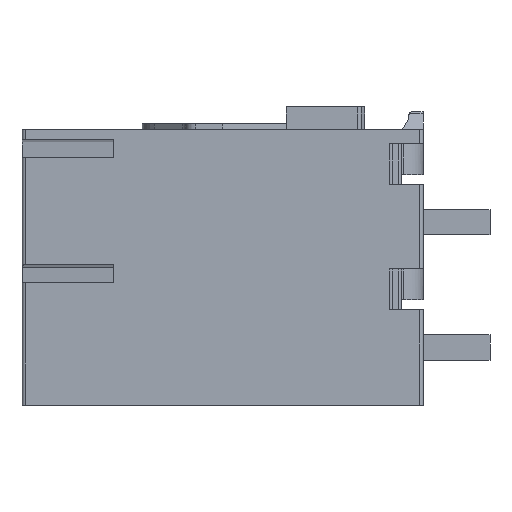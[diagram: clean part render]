
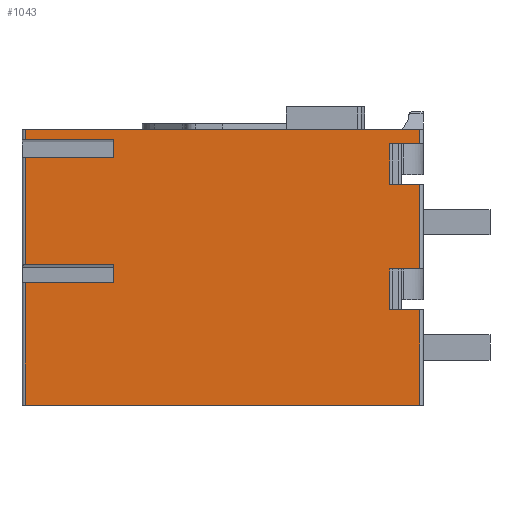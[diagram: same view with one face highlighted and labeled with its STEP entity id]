
A CAD part, left-side view. The second image highlights one B-rep face of the part: STEP entity #1043.
In plain terms, the highlighted planar face has unit normal (-1, 0, 0).
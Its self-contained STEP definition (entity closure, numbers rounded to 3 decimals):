
#1043 = ADVANCED_FACE( '', ( #2285 ), #2286, .F. );
#2285 = FACE_OUTER_BOUND( '', #3714, .T. );
#2286 = PLANE( '', #3715 );
#3714 = EDGE_LOOP( '', ( #7043, #7044, #7045, #7046, #7047, #7048, #7049, #7050, #7051, #7052, #7053, #7054, #7055, #7056, #7057, #7058, #7059, #7060, #7061, #7062 ) );
#3715 = AXIS2_PLACEMENT_3D( '', #7063, #7064, #7065 );
#7043 = ORIENTED_EDGE( '', *, *, #10248, .F. );
#7044 = ORIENTED_EDGE( '', *, *, #9798, .T. );
#7045 = ORIENTED_EDGE( '', *, *, #10139, .F. );
#7046 = ORIENTED_EDGE( '', *, *, #10218, .F. );
#7047 = ORIENTED_EDGE( '', *, *, #9355, .T. );
#7048 = ORIENTED_EDGE( '', *, *, #10110, .F. );
#7049 = ORIENTED_EDGE( '', *, *, #9755, .F. );
#7050 = ORIENTED_EDGE( '', *, *, #9663, .T. );
#7051 = ORIENTED_EDGE( '', *, *, #10249, .T. );
#7052 = ORIENTED_EDGE( '', *, *, #9219, .F. );
#7053 = ORIENTED_EDGE( '', *, *, #10250, .F. );
#7054 = ORIENTED_EDGE( '', *, *, #8969, .T. );
#7055 = ORIENTED_EDGE( '', *, *, #10251, .T. );
#7056 = ORIENTED_EDGE( '', *, *, #10252, .T. );
#7057 = ORIENTED_EDGE( '', *, *, #9067, .F. );
#7058 = ORIENTED_EDGE( '', *, *, #10080, .T. );
#7059 = ORIENTED_EDGE( '', *, *, #10253, .F. );
#7060 = ORIENTED_EDGE( '', *, *, #10254, .T. );
#7061 = ORIENTED_EDGE( '', *, *, #9861, .F. );
#7062 = ORIENTED_EDGE( '', *, *, #10255, .T. );
#7063 = CARTESIAN_POINT( '', ( -14.5, 23.8, 15. ) );
#7064 = DIRECTION( '', ( 1., 0., 0. ) );
#7065 = DIRECTION( '', ( 0., 0., -1. ) );
#8969 = EDGE_CURVE( '', #10874, #10875, #10876, .T. );
#9067 = EDGE_CURVE( '', #11048, #11050, #11051, .T. );
#9219 = EDGE_CURVE( '', #11322, #11324, #11325, .T. );
#9355 = EDGE_CURVE( '', #11549, #11547, #11550, .T. );
#9663 = EDGE_CURVE( '', #12048, #12049, #12050, .T. );
#9755 = EDGE_CURVE( '', #12048, #12187, #12188, .T. );
#9798 = EDGE_CURVE( '', #12250, #12251, #12252, .T. );
#9861 = EDGE_CURVE( '', #12340, #12341, #12342, .T. );
#10080 = EDGE_CURVE( '', #11048, #12647, #12649, .T. );
#10110 = EDGE_CURVE( '', #12187, #11547, #12689, .T. );
#10139 = EDGE_CURVE( '', #12735, #12251, #12736, .T. );
#10218 = EDGE_CURVE( '', #11549, #12735, #12837, .T. );
#10248 = EDGE_CURVE( '', #12250, #12873, #12874, .T. );
#10249 = EDGE_CURVE( '', #12049, #11324, #12875, .T. );
#10250 = EDGE_CURVE( '', #10874, #11322, #12876, .T. );
#10251 = EDGE_CURVE( '', #10875, #12877, #12878, .T. );
#10252 = EDGE_CURVE( '', #12877, #11050, #12879, .T. );
#10253 = EDGE_CURVE( '', #12880, #12647, #12881, .T. );
#10254 = EDGE_CURVE( '', #12880, #12341, #12882, .T. );
#10255 = EDGE_CURVE( '', #12340, #12873, #12883, .T. );
#10874 = VERTEX_POINT( '', #13636 );
#10875 = VERTEX_POINT( '', #13637 );
#10876 = LINE( '', #13638, #13639 );
#11048 = VERTEX_POINT( '', #13877 );
#11050 = VERTEX_POINT( '', #13879 );
#11051 = LINE( '', #13880, #13881 );
#11322 = VERTEX_POINT( '', #14275 );
#11324 = VERTEX_POINT( '', #14278 );
#11325 = LINE( '', #14279, #14280 );
#11547 = VERTEX_POINT( '', #14623 );
#11549 = VERTEX_POINT( '', #14625 );
#11550 = LINE( '', #14626, #14627 );
#12048 = VERTEX_POINT( '', #15341 );
#12049 = VERTEX_POINT( '', #15342 );
#12050 = LINE( '', #15343, #15344 );
#12187 = VERTEX_POINT( '', #15570 );
#12188 = LINE( '', #15571, #15572 );
#12250 = VERTEX_POINT( '', #15662 );
#12251 = VERTEX_POINT( '', #15663 );
#12252 = LINE( '', #15664, #15665 );
#12340 = VERTEX_POINT( '', #15792 );
#12341 = VERTEX_POINT( '', #15793 );
#12342 = LINE( '', #15794, #15795 );
#12647 = VERTEX_POINT( '', #16216 );
#12649 = LINE( '', #16219, #16220 );
#12689 = LINE( '', #16276, #16277 );
#12735 = VERTEX_POINT( '', #16336 );
#12736 = LINE( '', #16337, #16338 );
#12837 = LINE( '', #16479, #16480 );
#12873 = VERTEX_POINT( '', #16543 );
#12874 = LINE( '', #16544, #16545 );
#12875 = LINE( '', #16546, #16547 );
#12876 = LINE( '', #16548, #16549 );
#12877 = VERTEX_POINT( '', #16550 );
#12878 = LINE( '', #16551, #16552 );
#12879 = LINE( '', #16553, #16554 );
#12880 = VERTEX_POINT( '', #16555 );
#12881 = LINE( '', #16556, #16557 );
#12882 = LINE( '', #16558, #16559 );
#12883 = LINE( '', #16560, #16561 );
#13636 = CARTESIAN_POINT( '', ( -14.5, 18.5, 5.83 ) );
#13637 = CARTESIAN_POINT( '', ( -14.5, 23.8, 5.83 ) );
#13638 = CARTESIAN_POINT( '', ( -14.5, 18.5, 5.83 ) );
#13639 = VECTOR( '', #17346, 1000. );
#13877 = CARTESIAN_POINT( '', ( -14.5, 0.2, 4.2 ) );
#13879 = CARTESIAN_POINT( '', ( -14.5, 0.2, -1.5 ) );
#13880 = CARTESIAN_POINT( '', ( -14.5, 0.2, 15. ) );
#13881 = VECTOR( '', #17473, 1000. );
#14275 = CARTESIAN_POINT( '', ( -14.5, 18.5, 6.89 ) );
#14278 = CARTESIAN_POINT( '', ( -14.5, 23.8, 6.89 ) );
#14279 = CARTESIAN_POINT( '', ( -14.5, 18.5, 6.89 ) );
#14280 = VECTOR( '', #17697, 1000. );
#14623 = CARTESIAN_POINT( '', ( -14.5, 23.8, 14.39 ) );
#14625 = CARTESIAN_POINT( '', ( -14.5, 23.8, 15. ) );
#14626 = CARTESIAN_POINT( '', ( -14.5, 23.8, 15. ) );
#14627 = VECTOR( '', #17869, 1000. );
#15341 = CARTESIAN_POINT( '', ( -14.5, 18.5, 13.33 ) );
#15342 = CARTESIAN_POINT( '', ( -14.5, 23.8, 13.33 ) );
#15343 = CARTESIAN_POINT( '', ( -14.5, 18.5, 13.33 ) );
#15344 = VECTOR( '', #18227, 1000. );
#15570 = CARTESIAN_POINT( '', ( -14.5, 18.5, 14.39 ) );
#15571 = CARTESIAN_POINT( '', ( -14.5, 18.5, 13.33 ) );
#15572 = VECTOR( '', #18341, 1000. );
#15662 = CARTESIAN_POINT( '', ( -14.5, 2., 14.15 ) );
#15663 = CARTESIAN_POINT( '', ( -14.5, 0.2, 14.15 ) );
#15664 = CARTESIAN_POINT( '', ( -14.5, 2., 14.15 ) );
#15665 = VECTOR( '', #18388, 1000. );
#15792 = CARTESIAN_POINT( '', ( -14.5, 0.2, 11.7 ) );
#15793 = CARTESIAN_POINT( '', ( -14.5, 0.2, 6.65 ) );
#15794 = CARTESIAN_POINT( '', ( -14.5, 0.2, 15. ) );
#15795 = VECTOR( '', #18455, 1000. );
#16216 = CARTESIAN_POINT( '', ( -14.5, 2., 4.2 ) );
#16219 = CARTESIAN_POINT( '', ( -14.5, 23.8, 4.2 ) );
#16220 = VECTOR( '', #18731, 1000. );
#16276 = CARTESIAN_POINT( '', ( -14.5, 18.5, 14.39 ) );
#16277 = VECTOR( '', #18766, 1000. );
#16336 = CARTESIAN_POINT( '', ( -14.5, 0.2, 15. ) );
#16337 = CARTESIAN_POINT( '', ( -14.5, 0.2, 15. ) );
#16338 = VECTOR( '', #18804, 1000. );
#16479 = CARTESIAN_POINT( '', ( -14.5, 23.8, 15. ) );
#16480 = VECTOR( '', #18914, 1000. );
#16543 = CARTESIAN_POINT( '', ( -14.5, 2., 11.7 ) );
#16544 = CARTESIAN_POINT( '', ( -14.5, 2., 14.15 ) );
#16545 = VECTOR( '', #18946, 1000. );
#16546 = CARTESIAN_POINT( '', ( -14.5, 23.8, 15. ) );
#16547 = VECTOR( '', #18947, 1000. );
#16548 = CARTESIAN_POINT( '', ( -14.5, 18.5, 5.83 ) );
#16549 = VECTOR( '', #18948, 1000. );
#16550 = CARTESIAN_POINT( '', ( -14.5, 23.8, -1.5 ) );
#16551 = CARTESIAN_POINT( '', ( -14.5, 23.8, 15. ) );
#16552 = VECTOR( '', #18949, 1000. );
#16553 = CARTESIAN_POINT( '', ( -14.5, 23.8, -1.5 ) );
#16554 = VECTOR( '', #18950, 1000. );
#16555 = CARTESIAN_POINT( '', ( -14.5, 2., 6.65 ) );
#16556 = CARTESIAN_POINT( '', ( -14.5, 2., 6.65 ) );
#16557 = VECTOR( '', #18951, 1000. );
#16558 = CARTESIAN_POINT( '', ( -14.5, 2., 6.65 ) );
#16559 = VECTOR( '', #18952, 1000. );
#16560 = CARTESIAN_POINT( '', ( -14.5, 23.8, 11.7 ) );
#16561 = VECTOR( '', #18953, 1000. );
#17346 = DIRECTION( '', ( 0., 1., 0. ) );
#17473 = DIRECTION( '', ( 0., 0., -1. ) );
#17697 = DIRECTION( '', ( 0., 1., 0. ) );
#17869 = DIRECTION( '', ( 0., 0., -1. ) );
#18227 = DIRECTION( '', ( 0., 1., 0. ) );
#18341 = DIRECTION( '', ( 0., 0., 1. ) );
#18388 = DIRECTION( '', ( 0., -1., 0. ) );
#18455 = DIRECTION( '', ( 0., 0., -1. ) );
#18731 = DIRECTION( '', ( 0., 1., 0. ) );
#18766 = DIRECTION( '', ( 0., 1., 0. ) );
#18804 = DIRECTION( '', ( 0., 0., -1. ) );
#18914 = DIRECTION( '', ( 0., -1., 0. ) );
#18946 = DIRECTION( '', ( 0., 0., -1. ) );
#18947 = DIRECTION( '', ( 0., 0., -1. ) );
#18948 = DIRECTION( '', ( 0., 0., 1. ) );
#18949 = DIRECTION( '', ( 0., 0., -1. ) );
#18950 = DIRECTION( '', ( 0., -1., 0. ) );
#18951 = DIRECTION( '', ( 0., 0., -1. ) );
#18952 = DIRECTION( '', ( 0., -1., 0. ) );
#18953 = DIRECTION( '', ( 0., 1., 0. ) );
